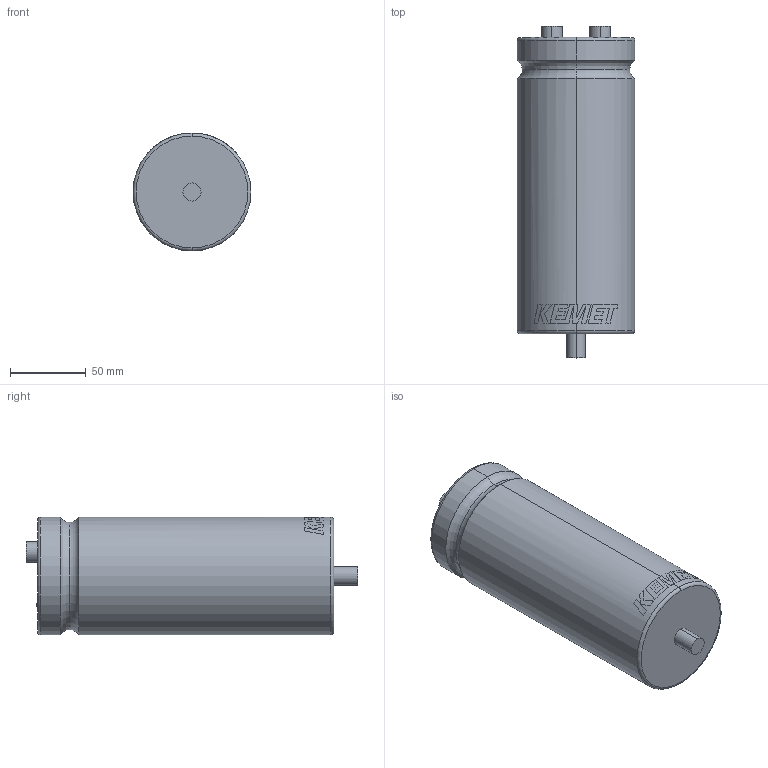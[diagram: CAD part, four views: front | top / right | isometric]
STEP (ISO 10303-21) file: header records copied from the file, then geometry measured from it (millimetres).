
FILE_DESCRIPTION (( 'STEP AP214' ), '1' );
FILE_NAME ('CARC_KARSO_77X194_D78L196T7.6S31.8DT13.50TD10.0V19.STEP', '2020-07-02T15:31:39', ( '' ), ( '' ), 'SwSTEP 2.0', 'SolidWorks 2014', '' );
FILE_SCHEMA (( 'AUTOMOTIVE_DESIGN' ));
Length unit declared in the file: millimetre
Products named in the file (1): CARC_KARSO_77X194_D78L196T7.6S31.8DT13.50TD10.0V19
Bounding box: 78 x 219.6 x 78.01 mm (x, y, z)
Volume: 932740.4 mm3; surface area: 59137.6 mm2
Topology: 1 solids, 1 shells, 91 faces, 230 edges, 150 vertices
Faces by surface type: plane 31, bspline 31, cylinder 21, torus 8
Entity records: 3970 total; most frequent: CARTESIAN_POINT 966, ORIENTED_EDGE 460, DIRECTION 335, EDGE_CURVE 230, AXIS2_PLACEMENT_3D 157, VERTEX_POINT 150, B_SPLINE_CURVE_WITH_KNOTS 113, EDGE_LOOP 100
